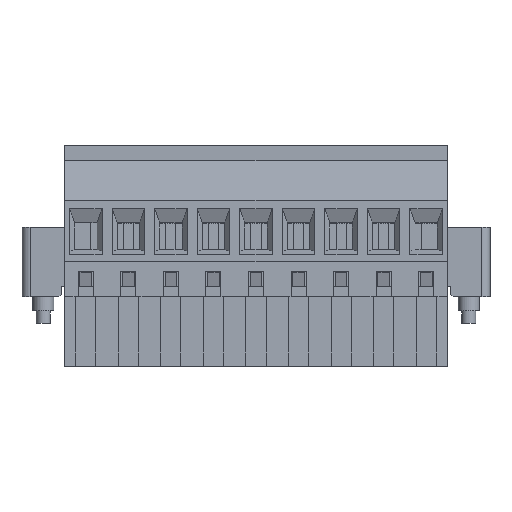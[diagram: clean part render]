
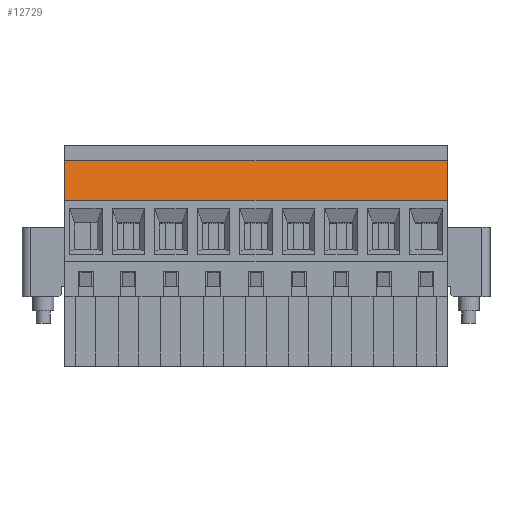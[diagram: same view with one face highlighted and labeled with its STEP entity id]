
A CAD part, top view. The second image highlights one B-rep face of the part: STEP entity #12729.
In plain terms, the highlighted planar face has unit normal (0, 0.225, 0.974).
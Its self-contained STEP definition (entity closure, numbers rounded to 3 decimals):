
#12673=CARTESIAN_POINT('',(-16.585,12.243,2.624));
#12674=VERTEX_POINT('',#12673);
#12681=CARTESIAN_POINT('',(20.731,12.243,2.624));
#12682=VERTEX_POINT('',#12681);
#12683=CARTESIAN_POINT('',(-16.585,12.243,2.624));
#12684=DIRECTION('',(1.,0.,0.));
#12685=VECTOR('',#12684,37.316);
#12686=LINE('',#12683,#12685);
#12687=EDGE_CURVE('',#12674,#12682,#12686,.T.);
#12699=CARTESIAN_POINT('',(2.073,10.325,3.067));
#12700=DIRECTION('',(0.,0.974,-0.225));
#12701=DIRECTION('',(0.,0.225,0.974));
#12702=AXIS2_PLACEMENT_3D('',#12699,#12701,#12700);
#12703=PLANE('',#12702);
#12704=CARTESIAN_POINT('',(-16.585,8.407,3.51));
#12705=VERTEX_POINT('',#12704);
#12706=CARTESIAN_POINT('',(-16.585,12.243,2.624));
#12707=DIRECTION('',(0.,-0.974,0.225));
#12708=VECTOR('',#12707,3.937);
#12709=LINE('',#12706,#12708);
#12710=EDGE_CURVE('',#12674,#12705,#12709,.T.);
#12711=ORIENTED_EDGE('',*,*,#12710,.T.);
#12712=CARTESIAN_POINT('',(20.731,8.407,3.51));
#12713=VERTEX_POINT('',#12712);
#12714=CARTESIAN_POINT('',(-16.585,8.407,3.51));
#12715=DIRECTION('',(1.,0.,0.));
#12716=VECTOR('',#12715,37.316);
#12717=LINE('',#12714,#12716);
#12718=EDGE_CURVE('',#12705,#12713,#12717,.T.);
#12719=ORIENTED_EDGE('',*,*,#12718,.T.);
#12720=CARTESIAN_POINT('',(20.731,12.243,2.624));
#12721=DIRECTION('',(0.,-0.974,0.225));
#12722=VECTOR('',#12721,3.937);
#12723=LINE('',#12720,#12722);
#12724=EDGE_CURVE('',#12682,#12713,#12723,.T.);
#12725=ORIENTED_EDGE('',*,*,#12724,.F.);
#12726=ORIENTED_EDGE('',*,*,#12687,.F.);
#12727=EDGE_LOOP('',(#12711,#12719,#12725,#12726));
#12728=FACE_OUTER_BOUND('',#12727,.T.);
#12729=ADVANCED_FACE('',(#12728),#12703,.T.);
